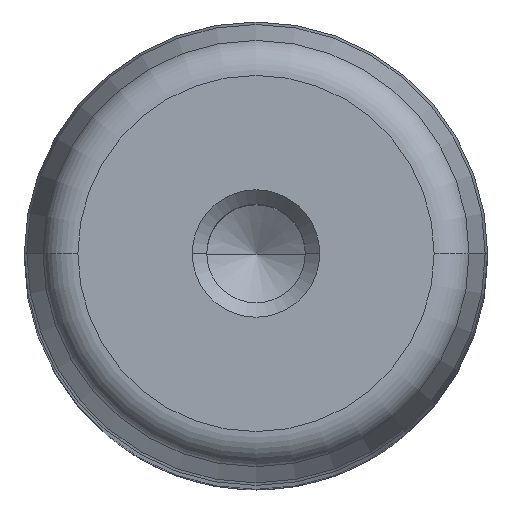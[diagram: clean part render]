
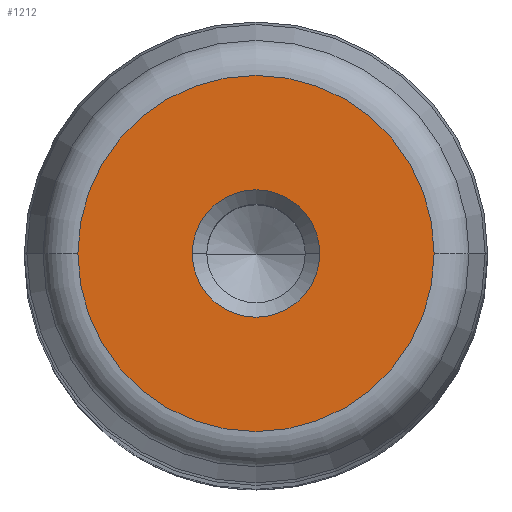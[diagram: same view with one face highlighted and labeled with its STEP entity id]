
A CAD part, top view. The second image highlights one B-rep face of the part: STEP entity #1212.
In plain terms, the highlighted planar face has unit normal (0, 0, 1).
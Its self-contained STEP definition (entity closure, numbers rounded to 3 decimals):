
#25 = ORIENTED_EDGE ( 'NONE', *, *, #2569, .F. ) ;
#64 = EDGE_LOOP ( 'NONE', ( #3061, #25 ) ) ;
#256 = CARTESIAN_POINT ( 'NONE',  ( 0., 0., 200. ) ) ;
#319 = CARTESIAN_POINT ( 'NONE',  ( 0., 0., 200. ) ) ;
#455 = CIRCLE ( 'NONE', #961, 12.299 ) ;
#488 = EDGE_LOOP ( 'NONE', ( #2986, #1828 ) ) ;
#539 = CIRCLE ( 'NONE', #811, 12.299 ) ;
#577 = CARTESIAN_POINT ( 'NONE',  ( 12.299, 0., 200. ) ) ;
#654 = DIRECTION ( 'NONE',  ( 1., 0., 0. ) ) ;
#699 = DIRECTION ( 'NONE',  ( -1., 0., 0. ) ) ;
#713 = VERTEX_POINT ( 'NONE', #1301 ) ;
#764 = CIRCLE ( 'NONE', #2452, 4.4 ) ;
#800 = CARTESIAN_POINT ( 'NONE',  ( -4.4, 0., 200. ) ) ;
#811 = AXIS2_PLACEMENT_3D ( 'NONE', #319, #1407, #2946 ) ;
#961 = AXIS2_PLACEMENT_3D ( 'NONE', #1437, #2168, #699 ) ;
#993 = DIRECTION ( 'NONE',  ( 1., 0., 0. ) ) ;
#1098 = DIRECTION ( 'NONE',  ( 0., 0., 1. ) ) ;
#1125 = CARTESIAN_POINT ( 'NONE',  ( 4.4, 0., 200. ) ) ;
#1212 = ADVANCED_FACE ( 'NONE', ( #1767, #1340 ), #1592, .T. ) ;
#1258 = VERTEX_POINT ( 'NONE', #1125 ) ;
#1301 = CARTESIAN_POINT ( 'NONE',  ( -12.299, 0., 200. ) ) ;
#1306 = AXIS2_PLACEMENT_3D ( 'NONE', #256, #1977, #993 ) ;
#1340 = FACE_OUTER_BOUND ( 'NONE', #64, .T. ) ;
#1407 = DIRECTION ( 'NONE',  ( 0., 0., -1. ) ) ;
#1437 = CARTESIAN_POINT ( 'NONE',  ( 0., 0., 200. ) ) ;
#1592 = PLANE ( 'NONE',  #2617 ) ;
#1610 = EDGE_CURVE ( 'NONE', #1258, #1924, #2266, .T. ) ;
#1767 = FACE_BOUND ( 'NONE', #488, .T. ) ;
#1828 = ORIENTED_EDGE ( 'NONE', *, *, #2913, .T. ) ;
#1850 = CARTESIAN_POINT ( 'NONE',  ( 0., 0., 200. ) ) ;
#1870 = VERTEX_POINT ( 'NONE', #577 ) ;
#1924 = VERTEX_POINT ( 'NONE', #800 ) ;
#1977 = DIRECTION ( 'NONE',  ( 0., 0., -1. ) ) ;
#2028 = EDGE_CURVE ( 'NONE', #713, #1870, #539, .T. ) ;
#2107 = CARTESIAN_POINT ( 'NONE',  ( 0., 0., 200. ) ) ;
#2168 = DIRECTION ( 'NONE',  ( 0., 0., -1. ) ) ;
#2266 = CIRCLE ( 'NONE', #1306, 4.4 ) ;
#2361 = DIRECTION ( 'NONE',  ( 0., 0., -1. ) ) ;
#2452 = AXIS2_PLACEMENT_3D ( 'NONE', #2107, #2361, #654 ) ;
#2569 = EDGE_CURVE ( 'NONE', #1870, #713, #455, .T. ) ;
#2617 = AXIS2_PLACEMENT_3D ( 'NONE', #1850, #1098, #3055 ) ;
#2913 = EDGE_CURVE ( 'NONE', #1924, #1258, #764, .T. ) ;
#2946 = DIRECTION ( 'NONE',  ( -1., 0., 0. ) ) ;
#2986 = ORIENTED_EDGE ( 'NONE', *, *, #1610, .T. ) ;
#3055 = DIRECTION ( 'NONE',  ( 1., 0., 0. ) ) ;
#3061 = ORIENTED_EDGE ( 'NONE', *, *, #2028, .F. ) ;
